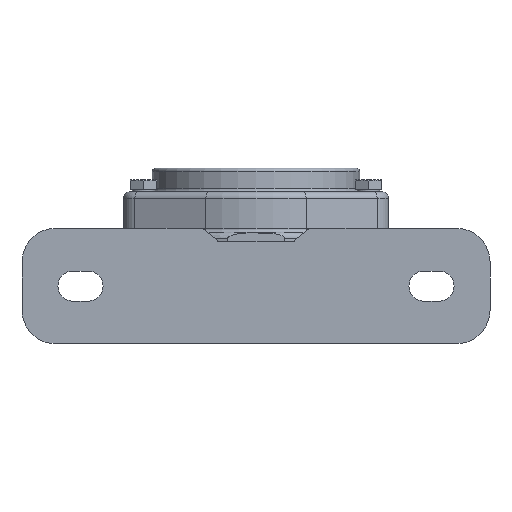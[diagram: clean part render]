
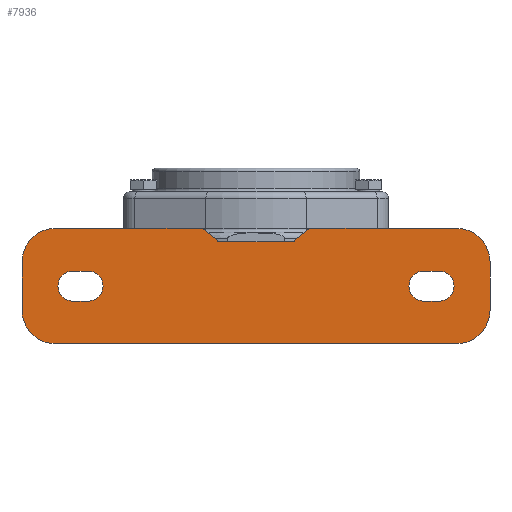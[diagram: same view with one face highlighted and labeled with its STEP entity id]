
A CAD part, front view. The second image highlights one B-rep face of the part: STEP entity #7936.
In plain terms, the highlighted planar face has unit normal (0, -1, 0).
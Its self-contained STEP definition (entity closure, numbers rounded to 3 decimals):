
#918=LINE($,#13552,#1306);
#968=LINE($,#14493,#1356);
#970=LINE($,#14497,#1358);
#973=LINE($,#14505,#1361);
#975=LINE($,#14512,#1363);
#976=LINE($,#14516,#1364);
#977=LINE($,#14520,#1365);
#978=LINE($,#14521,#1366);
#979=LINE($,#14524,#1367);
#980=LINE($,#14528,#1368);
#981=LINE($,#14534,#1369);
#982=LINE($,#14537,#1370);
#1306=VECTOR($,#10447,21.565);
#1356=VECTOR($,#10809,6.653);
#1358=VECTOR($,#10813,43.902);
#1361=VECTOR($,#10822,14.5);
#1363=VECTOR($,#10830,120.);
#1364=VECTOR($,#10833,14.5);
#1365=VECTOR($,#10836,43.902);
#1366=VECTOR($,#10837,6.653);
#1367=VECTOR($,#10838,4.5);
#1368=VECTOR($,#10841,4.5);
#1369=VECTOR($,#10846,4.5);
#1370=VECTOR($,#10849,4.5);
#1580=PLANE($,#8817);
#1747=FACE_BOUND($,#2870,.T.);
#1748=FACE_BOUND($,#2871,.T.);
#2294=FACE_OUTER_BOUND($,#2869,.T.);
#2869=EDGE_LOOP($,(#6974,#6975,#6976,#6977,#6978,#6979,#6980,#6981,#6982,
#6983,#6984,#6985));
#2870=EDGE_LOOP($,(#6986,#6987,#6988,#6989));
#2871=EDGE_LOOP($,(#6990,#6991,#6992,#6993));
#3409=CIRCLE($,#8813,10.);
#3410=CIRCLE($,#8816,10.);
#3411=CIRCLE($,#8818,10.);
#3412=CIRCLE($,#8819,10.);
#3413=CIRCLE($,#8820,4.5);
#3414=CIRCLE($,#8821,4.5);
#3415=CIRCLE($,#8822,4.5);
#3416=CIRCLE($,#8823,4.5);
#3967=VERTEX_POINT($,#13549);
#3968=VERTEX_POINT($,#13551);
#4084=VERTEX_POINT($,#14491);
#4085=VERTEX_POINT($,#14495);
#4086=VERTEX_POINT($,#14499);
#4087=VERTEX_POINT($,#14503);
#4088=VERTEX_POINT($,#14507);
#4089=VERTEX_POINT($,#14511);
#4090=VERTEX_POINT($,#14513);
#4091=VERTEX_POINT($,#14515);
#4092=VERTEX_POINT($,#14517);
#4093=VERTEX_POINT($,#14519);
#4094=VERTEX_POINT($,#14522);
#4095=VERTEX_POINT($,#14523);
#4096=VERTEX_POINT($,#14525);
#4097=VERTEX_POINT($,#14527);
#4098=VERTEX_POINT($,#14530);
#4099=VERTEX_POINT($,#14531);
#4100=VERTEX_POINT($,#14533);
#4101=VERTEX_POINT($,#14535);
#4890=EDGE_CURVE($,#3968,#3967,#918,.T.);
#5068=EDGE_CURVE($,#4084,#3967,#968,.T.);
#5070=EDGE_CURVE($,#4085,#4084,#970,.T.);
#5072=EDGE_CURVE($,#4086,#4085,#3409,.T.);
#5074=EDGE_CURVE($,#4086,#4087,#973,.T.);
#5076=EDGE_CURVE($,#4088,#4087,#3410,.T.);
#5077=EDGE_CURVE($,#4088,#4089,#975,.T.);
#5078=EDGE_CURVE($,#4090,#4089,#3411,.T.);
#5079=EDGE_CURVE($,#4091,#4090,#976,.T.);
#5080=EDGE_CURVE($,#4092,#4091,#3412,.T.);
#5081=EDGE_CURVE($,#4093,#4092,#977,.T.);
#5082=EDGE_CURVE($,#3968,#4093,#978,.T.);
#5083=EDGE_CURVE($,#4094,#4095,#979,.T.);
#5084=EDGE_CURVE($,#4095,#4096,#3413,.T.);
#5085=EDGE_CURVE($,#4096,#4097,#980,.T.);
#5086=EDGE_CURVE($,#4097,#4094,#3414,.T.);
#5087=EDGE_CURVE($,#4098,#4099,#3415,.T.);
#5088=EDGE_CURVE($,#4099,#4100,#981,.T.);
#5089=EDGE_CURVE($,#4100,#4101,#3416,.T.);
#5090=EDGE_CURVE($,#4101,#4098,#982,.T.);
#6974=ORIENTED_EDGE($,*,*,#5072,.F.);
#6975=ORIENTED_EDGE($,*,*,#5074,.T.);
#6976=ORIENTED_EDGE($,*,*,#5076,.F.);
#6977=ORIENTED_EDGE($,*,*,#5077,.T.);
#6978=ORIENTED_EDGE($,*,*,#5078,.F.);
#6979=ORIENTED_EDGE($,*,*,#5079,.F.);
#6980=ORIENTED_EDGE($,*,*,#5080,.F.);
#6981=ORIENTED_EDGE($,*,*,#5081,.F.);
#6982=ORIENTED_EDGE($,*,*,#5082,.F.);
#6983=ORIENTED_EDGE($,*,*,#4890,.T.);
#6984=ORIENTED_EDGE($,*,*,#5068,.F.);
#6985=ORIENTED_EDGE($,*,*,#5070,.F.);
#6986=ORIENTED_EDGE($,*,*,#5083,.T.);
#6987=ORIENTED_EDGE($,*,*,#5084,.T.);
#6988=ORIENTED_EDGE($,*,*,#5085,.T.);
#6989=ORIENTED_EDGE($,*,*,#5086,.T.);
#6990=ORIENTED_EDGE($,*,*,#5087,.T.);
#6991=ORIENTED_EDGE($,*,*,#5088,.T.);
#6992=ORIENTED_EDGE($,*,*,#5089,.T.);
#6993=ORIENTED_EDGE($,*,*,#5090,.T.);
#7936=ADVANCED_FACE($,(#2294,#1747,#1748),#1580,.T.);
#8813=AXIS2_PLACEMENT_3D($,#14501,#10817,#10818);
#8816=AXIS2_PLACEMENT_3D($,#14509,#10826,#10827);
#8817=AXIS2_PLACEMENT_3D($,#14510,#10828,#10829);
#8818=AXIS2_PLACEMENT_3D($,#14514,#10831,#10832);
#8819=AXIS2_PLACEMENT_3D($,#14518,#10834,#10835);
#8820=AXIS2_PLACEMENT_3D($,#14526,#10839,#10840);
#8821=AXIS2_PLACEMENT_3D($,#14529,#10842,#10843);
#8822=AXIS2_PLACEMENT_3D($,#14532,#10844,#10845);
#8823=AXIS2_PLACEMENT_3D($,#14536,#10847,#10848);
#10447=DIRECTION($,(-1.,0.,0.));
#10809=DIRECTION($,(0.799,0.,-0.601));
#10813=DIRECTION($,(1.,0.,0.));
#10817=DIRECTION('center_axis',(0.,1.,0.));
#10818=DIRECTION('ref_axis',(-0.707,0.,0.707));
#10822=DIRECTION($,(0.,0.,-1.));
#10826=DIRECTION('center_axis',(0.,1.,0.));
#10827=DIRECTION('ref_axis',(-0.707,0.,-0.707));
#10828=DIRECTION('center_axis',(0.,-1.,0.));
#10829=DIRECTION('ref_axis',(0.,0.,-1.));
#10830=DIRECTION($,(1.,0.,0.));
#10831=DIRECTION('center_axis',(0.,1.,0.));
#10832=DIRECTION('ref_axis',(0.707,0.,-0.707));
#10833=DIRECTION($,(0.,0.,-1.));
#10834=DIRECTION('center_axis',(0.,1.,0.));
#10835=DIRECTION('ref_axis',(0.707,0.,0.707));
#10836=DIRECTION($,(1.,0.,0.));
#10837=DIRECTION($,(0.799,0.,0.601));
#10838=DIRECTION($,(1.,0.,0.));
#10839=DIRECTION('center_axis',(0.,1.,0.));
#10840=DIRECTION('ref_axis',(0.,0.,-1.));
#10841=DIRECTION($,(-1.,0.,0.));
#10842=DIRECTION('center_axis',(0.,1.,0.));
#10843=DIRECTION('ref_axis',(0.,0.,1.));
#10844=DIRECTION('center_axis',(0.,1.,0.));
#10845=DIRECTION('ref_axis',(0.,0.,1.));
#10846=DIRECTION($,(1.,0.,0.));
#10847=DIRECTION('center_axis',(0.,1.,0.));
#10848=DIRECTION('ref_axis',(0.,0.,-1.));
#10849=DIRECTION($,(-1.,0.,0.));
#13549=CARTESIAN_POINT('',(4.864,-36.515,-57.543));
#13551=CARTESIAN_POINT('',(26.429,-36.515,-57.543));
#13552=CARTESIAN_POINT($,(-19.354,-36.515,-57.543));
#14491=CARTESIAN_POINT('',(-0.452,-36.515,-53.543));
#14493=CARTESIAN_POINT($,(-20.893,-36.515,-38.161));
#14495=CARTESIAN_POINT('',(-44.354,-36.515,-53.543));
#14497=CARTESIAN_POINT($,(-54.354,-36.515,-53.543));
#14499=CARTESIAN_POINT('',(-54.354,-36.515,-63.543));
#14501=CARTESIAN_POINT('Origin',(-44.354,-36.515,-63.543));
#14503=CARTESIAN_POINT('',(-54.354,-36.515,-78.043));
#14505=CARTESIAN_POINT($,(-54.354,-36.515,-53.543));
#14507=CARTESIAN_POINT('',(-44.354,-36.515,-88.043));
#14509=CARTESIAN_POINT('Origin',(-44.354,-36.515,-78.043));
#14510=CARTESIAN_POINT('Origin',(-54.354,-36.515,-53.543));
#14511=CARTESIAN_POINT('',(75.646,-36.515,-88.043));
#14512=CARTESIAN_POINT($,(-54.354,-36.515,-88.043));
#14513=CARTESIAN_POINT('',(85.646,-36.515,-78.043));
#14514=CARTESIAN_POINT('Origin',(75.646,-36.515,-78.043));
#14515=CARTESIAN_POINT('',(85.646,-36.515,-63.543));
#14516=CARTESIAN_POINT($,(85.646,-36.515,-53.543));
#14517=CARTESIAN_POINT('',(75.646,-36.515,-53.543));
#14518=CARTESIAN_POINT('Origin',(75.646,-36.515,-63.543));
#14519=CARTESIAN_POINT('',(31.745,-36.515,-53.543));
#14520=CARTESIAN_POINT($,(-54.354,-36.515,-53.543));
#14521=CARTESIAN_POINT($,(2.293,-36.515,-75.704));
#14522=CARTESIAN_POINT('',(-39.104,-36.515,-66.293));
#14523=CARTESIAN_POINT('',(-34.604,-36.515,-66.293));
#14524=CARTESIAN_POINT($,(-44.479,-36.515,-66.293));
#14525=CARTESIAN_POINT('',(-34.604,-36.515,-75.293));
#14526=CARTESIAN_POINT('Origin',(-34.604,-36.515,-70.793));
#14527=CARTESIAN_POINT('',(-39.104,-36.515,-75.293));
#14528=CARTESIAN_POINT($,(-46.729,-36.515,-75.293));
#14529=CARTESIAN_POINT('Origin',(-39.104,-36.515,-70.793));
#14530=CARTESIAN_POINT('',(65.896,-36.515,-75.293));
#14531=CARTESIAN_POINT('',(65.896,-36.515,-66.293));
#14532=CARTESIAN_POINT('Origin',(65.896,-36.515,-70.793));
#14533=CARTESIAN_POINT('',(70.396,-36.515,-66.293));
#14534=CARTESIAN_POINT($,(8.021,-36.515,-66.293));
#14535=CARTESIAN_POINT('',(70.396,-36.515,-75.293));
#14536=CARTESIAN_POINT('Origin',(70.396,-36.515,-70.793));
#14537=CARTESIAN_POINT($,(5.771,-36.515,-75.293));
